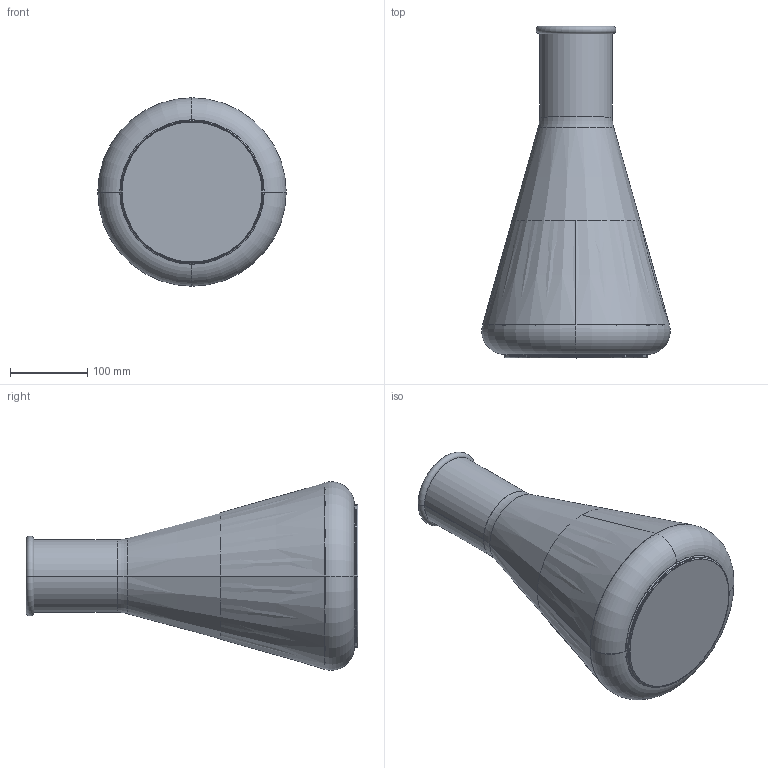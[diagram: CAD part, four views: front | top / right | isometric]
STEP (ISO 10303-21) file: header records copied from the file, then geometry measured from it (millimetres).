
FILE_DESCRIPTION (( 'STEP AP203' ), '1' );
FILE_NAME ('Glass04.STEP', '2012-05-20T18:14:35', ( 'Iskender' ), ( '' ), 'SwSTEP 2.0', 'SolidWorks 2012', '' );
FILE_SCHEMA (( 'CONFIG_CONTROL_DESIGN' ));
Length unit declared in the file: millimetre
Products named in the file (1): Glass04
Bounding box: 244.16 x 430 x 244.16 mm (x, y, z)
Volume: 6376119.6 mm3; surface area: 672946.9 mm2
Topology: 2 solids, 2 shells, 47 faces, 90 edges, 48 vertices
Faces by surface type: torus 26, cylinder 10, cone 6, plane 5
Entity records: 1265 total; most frequent: DIRECTION 260, CARTESIAN_POINT 186, ORIENTED_EDGE 180, AXIS2_PLACEMENT_3D 122, EDGE_CURVE 90, CIRCLE 74, VERTEX_POINT 48, EDGE_LOOP 48
